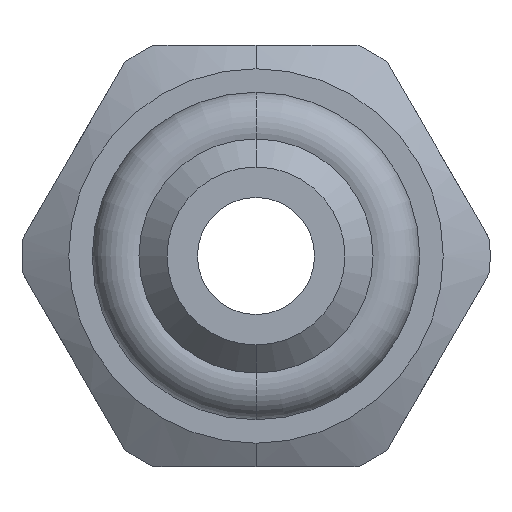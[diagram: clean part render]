
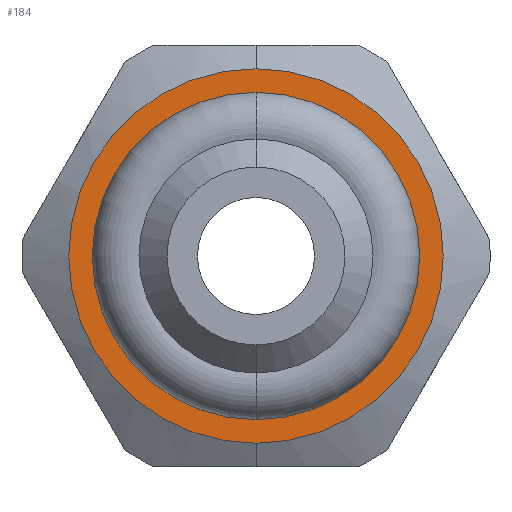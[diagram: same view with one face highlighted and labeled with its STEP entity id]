
A CAD part, front view. The second image highlights one B-rep face of the part: STEP entity #184.
In plain terms, the highlighted planar face has unit normal (0, -1, 0).
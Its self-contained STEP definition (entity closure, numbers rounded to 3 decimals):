
#72 = VERTEX_POINT ( 'NONE', #704 ) ;
#81 = EDGE_CURVE ( 'NONE', #82, #83, #542, .T. ) ;
#82 = VERTEX_POINT ( 'NONE', #537 ) ;
#83 = VERTEX_POINT ( 'NONE', #536 ) ;
#164 = EDGE_CURVE ( 'NONE', #165, #72, #740, .T. ) ;
#165 = VERTEX_POINT ( 'NONE', #735 ) ;
#184 = ADVANCED_FACE ( 'NONE', ( #951, #950 ), #949, .T. ) ;
#185 = ORIENTED_EDGE ( 'NONE', *, *, #164, .T. ) ;
#189 = EDGE_LOOP ( 'NONE', ( #185, #306 ) ) ;
#215 = ORIENTED_EDGE ( 'NONE', *, *, #264, .T. ) ;
#264 = EDGE_CURVE ( 'NONE', #83, #82, #1036, .T. ) ;
#306 = ORIENTED_EDGE ( 'NONE', *, *, #307, .T. ) ;
#307 = EDGE_CURVE ( 'NONE', #72, #165, #1170, .T. ) ;
#308 = EDGE_LOOP ( 'NONE', ( #215, #309 ) ) ;
#309 = ORIENTED_EDGE ( 'NONE', *, *, #81, .T. ) ;
#536 = CARTESIAN_POINT ( 'NONE',  ( 0., 4., -3.498 ) ) ;
#537 = CARTESIAN_POINT ( 'NONE',  ( 0., 4., 3.498 ) ) ;
#538 = DIRECTION ( 'NONE',  ( 0., 0., -1. ) ) ;
#539 = DIRECTION ( 'NONE',  ( 0., 1., 0. ) ) ;
#540 = CARTESIAN_POINT ( 'NONE',  ( 0., 4., 0. ) ) ;
#541 = AXIS2_PLACEMENT_3D ( 'NONE', #540, #539, #538 ) ;
#542 = CIRCLE ( 'NONE', #541, 3.498 ) ;
#704 = CARTESIAN_POINT ( 'NONE',  ( 0., 4., 4. ) ) ;
#735 = CARTESIAN_POINT ( 'NONE',  ( 0., 4., -4. ) ) ;
#736 = DIRECTION ( 'NONE',  ( 0., 0., -1. ) ) ;
#737 = DIRECTION ( 'NONE',  ( 0., -1., 0. ) ) ;
#738 = CARTESIAN_POINT ( 'NONE',  ( 0., 4., 0. ) ) ;
#739 = AXIS2_PLACEMENT_3D ( 'NONE', #738, #737, #736 ) ;
#740 = CIRCLE ( 'NONE', #739, 4. ) ;
#944 = DIRECTION ( 'NONE',  ( 0., 0., -1. ) ) ;
#945 = DIRECTION ( 'NONE',  ( 0., -1., 0. ) ) ;
#946 = CARTESIAN_POINT ( 'NONE',  ( 3.7, 4., 0. ) ) ;
#948 = AXIS2_PLACEMENT_3D ( 'NONE', #946, #945, #944 ) ;
#949 = PLANE ( 'NONE',  #948 ) ;
#950 = FACE_BOUND ( 'NONE', #308, .T. ) ;
#951 = FACE_OUTER_BOUND ( 'NONE', #189, .T. ) ;
#1032 = DIRECTION ( 'NONE',  ( 0., 0., -1. ) ) ;
#1033 = DIRECTION ( 'NONE',  ( 0., 1., 0. ) ) ;
#1034 = CARTESIAN_POINT ( 'NONE',  ( 0., 4., 0. ) ) ;
#1035 = AXIS2_PLACEMENT_3D ( 'NONE', #1034, #1033, #1032 ) ;
#1036 = CIRCLE ( 'NONE', #1035, 3.498 ) ;
#1056 = DIRECTION ( 'NONE',  ( 0., 0., -1. ) ) ;
#1167 = DIRECTION ( 'NONE',  ( 0., -1., 0. ) ) ;
#1168 = CARTESIAN_POINT ( 'NONE',  ( 0., 4., 0. ) ) ;
#1169 = AXIS2_PLACEMENT_3D ( 'NONE', #1168, #1167, #1056 ) ;
#1170 = CIRCLE ( 'NONE', #1169, 4. ) ;
